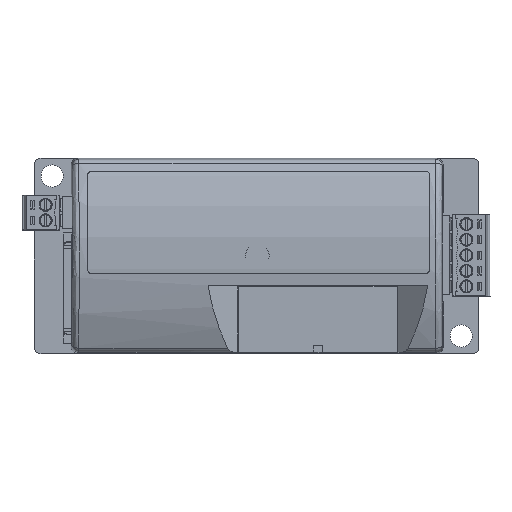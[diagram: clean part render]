
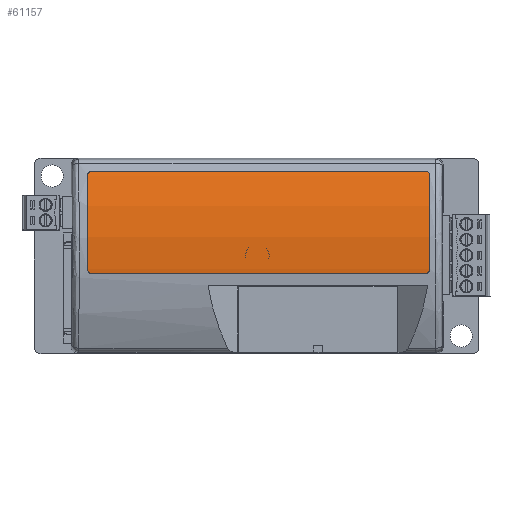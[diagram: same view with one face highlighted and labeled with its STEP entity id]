
A CAD part, top view. The second image highlights one B-rep face of the part: STEP entity #61157.
In plain terms, the highlighted cylindrical face has radius 51.001 mm (diameter 102.001 mm), a partial arc.
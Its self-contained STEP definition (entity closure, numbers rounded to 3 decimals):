
#2650=CYLINDRICAL_SURFACE('',#64610,51.001);
#3092=CIRCLE('',#64605,51.001);
#3094=CIRCLE('',#64609,51.001);
#6797=FACE_OUTER_BOUND('',#10134,.T.);
#10134=EDGE_LOOP('',(#43505,#43506,#43507,#43508,#43509,#43510,#43511,#43512));
#13900=B_SPLINE_CURVE_WITH_KNOTS('',3,(#84842,#84843,#84844,#84845,#84846,
#84847,#84848),.UNSPECIFIED.,.F.,.F.,(4,1,1,1,4),(0.156,0.189,
0.223,0.267,0.312),.UNSPECIFIED.);
#13902=B_SPLINE_CURVE_WITH_KNOTS('',3,(#84895,#84896,#84897,#84898,#84899,
#84900,#84901,#84902),.UNSPECIFIED.,.F.,.F.,(4,1,1,1,1,4),(0.452,
0.485,0.517,0.56,0.571,0.603),
 .UNSPECIFIED.);
#13904=B_SPLINE_CURVE_WITH_KNOTS('',3,(#84952,#84953,#84954,#84955,#84956,
#84957,#84958,#84959),.UNSPECIFIED.,.F.,.F.,(4,1,1,1,1,4),(0.,0.033,
0.067,0.112,0.123,0.156),
 .UNSPECIFIED.);
#13906=B_SPLINE_CURVE_WITH_KNOTS('',3,(#85015,#85016,#85017,#85018,#85019,
#85020,#85021,#85022),.UNSPECIFIED.,.F.,.F.,(4,1,1,1,1,4),(0.302,
0.334,0.366,0.409,0.42,
0.452),.UNSPECIFIED.);
#14014=LINE('',#84908,#21487);
#14018=LINE('',#84968,#21491);
#21487=VECTOR('',#68854,75.);
#21491=VECTOR('',#68866,75.);
#28955=VERTEX_POINT('',#84830);
#28957=VERTEX_POINT('',#84840);
#28959=VERTEX_POINT('',#84882);
#28961=VERTEX_POINT('',#84893);
#28963=VERTEX_POINT('',#84906);
#28965=VERTEX_POINT('',#84950);
#28967=VERTEX_POINT('',#84966);
#28969=VERTEX_POINT('',#84971);
#34691=EDGE_CURVE('',#28955,#28957,#13900,.T.);
#34695=EDGE_CURVE('',#28959,#28961,#13902,.T.);
#34698=EDGE_CURVE('',#28957,#28963,#14014,.T.);
#34701=EDGE_CURVE('',#28963,#28965,#13904,.T.);
#34703=EDGE_CURVE('',#28959,#28965,#3092,.F.);
#34706=EDGE_CURVE('',#28961,#28967,#14018,.T.);
#34709=EDGE_CURVE('',#28969,#28955,#3094,.F.);
#34711=EDGE_CURVE('',#28967,#28969,#13906,.T.);
#43505=ORIENTED_EDGE('',*,*,#34698,.T.);
#43506=ORIENTED_EDGE('',*,*,#34701,.T.);
#43507=ORIENTED_EDGE('',*,*,#34703,.F.);
#43508=ORIENTED_EDGE('',*,*,#34695,.T.);
#43509=ORIENTED_EDGE('',*,*,#34706,.T.);
#43510=ORIENTED_EDGE('',*,*,#34711,.T.);
#43511=ORIENTED_EDGE('',*,*,#34709,.T.);
#43512=ORIENTED_EDGE('',*,*,#34691,.T.);
#61157=ADVANCED_FACE('',(#6797),#2650,.T.);
#64605=AXIS2_PLACEMENT_3D('',#84962,#68860,#68861);
#64609=AXIS2_PLACEMENT_3D('',#84974,#68872,#68873);
#64610=AXIS2_PLACEMENT_3D('',#85023,#68874,#68875);
#68854=DIRECTION('',(-1.,0.,0.));
#68860=DIRECTION('center_axis',(1.,0.,0.));
#68861=DIRECTION('ref_axis',(0.,1.,0.));
#68866=DIRECTION('',(1.,0.,0.));
#68872=DIRECTION('center_axis',(1.,0.,0.));
#68873=DIRECTION('ref_axis',(0.,1.,0.));
#68874=DIRECTION('center_axis',(1.,0.,0.));
#68875=DIRECTION('ref_axis',(0.,1.,0.));
#84830=CARTESIAN_POINT('',(38.97,18.02,17.176));
#84840=CARTESIAN_POINT('',(37.97,19.02,16.787));
#84842=CARTESIAN_POINT('Ctrl Pts',(38.97,18.02,17.176));
#84843=CARTESIAN_POINT('Ctrl Pts',(38.97,18.124,17.137));
#84844=CARTESIAN_POINT('Ctrl Pts',(38.936,18.346,17.052));
#84845=CARTESIAN_POINT('Ctrl Pts',(38.756,18.677,16.923));
#84846=CARTESIAN_POINT('Ctrl Pts',(38.44,18.941,16.818));
#84847=CARTESIAN_POINT('Ctrl Pts',(38.119,19.02,16.787));
#84848=CARTESIAN_POINT('Ctrl Pts',(37.97,19.02,16.787));
#84882=CARTESIAN_POINT('',(-38.03,-2.98,20.37));
#84893=CARTESIAN_POINT('',(-37.03,-3.98,20.301));
#84895=CARTESIAN_POINT('Ctrl Pts',(-38.03,-2.98,20.37));
#84896=CARTESIAN_POINT('Ctrl Pts',(-38.03,-3.088,20.363));
#84897=CARTESIAN_POINT('Ctrl Pts',(-37.993,-3.317,20.349));
#84898=CARTESIAN_POINT('Ctrl Pts',(-37.804,-3.653,20.326));
#84899=CARTESIAN_POINT('Ctrl Pts',(-37.574,-3.837,
20.312));
#84900=CARTESIAN_POINT('Ctrl Pts',(-37.289,-3.956,
20.303));
#84901=CARTESIAN_POINT('Ctrl Pts',(-37.138,-3.98,20.301));
#84902=CARTESIAN_POINT('Ctrl Pts',(-37.03,-3.98,20.301));
#84906=CARTESIAN_POINT('',(-37.03,19.02,16.787));
#84908=CARTESIAN_POINT('',(37.97,19.02,16.787));
#84950=CARTESIAN_POINT('',(-38.03,18.02,17.176));
#84952=CARTESIAN_POINT('Ctrl Pts',(-37.03,19.02,16.787));
#84953=CARTESIAN_POINT('Ctrl Pts',(-37.142,19.02,16.787));
#84954=CARTESIAN_POINT('Ctrl Pts',(-37.379,18.979,16.803));
#84955=CARTESIAN_POINT('Ctrl Pts',(-37.716,18.783,16.882));
#84956=CARTESIAN_POINT('Ctrl Pts',(-37.894,18.551,16.973));
#84957=CARTESIAN_POINT('Ctrl Pts',(-38.008,18.271,17.081));
#84958=CARTESIAN_POINT('Ctrl Pts',(-38.03,18.124,17.137));
#84959=CARTESIAN_POINT('Ctrl Pts',(-38.03,18.02,17.176));
#84962=CARTESIAN_POINT('Origin',(-38.03,0.02,-30.543));
#84966=CARTESIAN_POINT('',(37.97,-3.98,20.301));
#84968=CARTESIAN_POINT('',(-37.03,-3.98,20.301));
#84971=CARTESIAN_POINT('',(38.97,-2.98,20.37));
#84974=CARTESIAN_POINT('Origin',(38.97,0.02,-30.543));
#85015=CARTESIAN_POINT('Ctrl Pts',(37.97,-3.98,20.301));
#85016=CARTESIAN_POINT('Ctrl Pts',(38.078,-3.98,20.301));
#85017=CARTESIAN_POINT('Ctrl Pts',(38.308,-3.942,20.304));
#85018=CARTESIAN_POINT('Ctrl Pts',(38.644,-3.753,20.318));
#85019=CARTESIAN_POINT('Ctrl Pts',(38.827,-3.523,20.335));
#85020=CARTESIAN_POINT('Ctrl Pts',(38.947,-3.238,20.354));
#85021=CARTESIAN_POINT('Ctrl Pts',(38.97,-3.088,20.363));
#85022=CARTESIAN_POINT('Ctrl Pts',(38.97,-2.98,20.37));
#85023=CARTESIAN_POINT('Origin',(38.97,0.02,-30.543));
